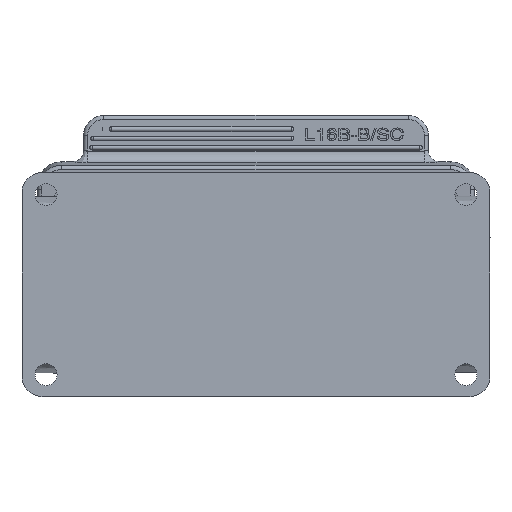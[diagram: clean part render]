
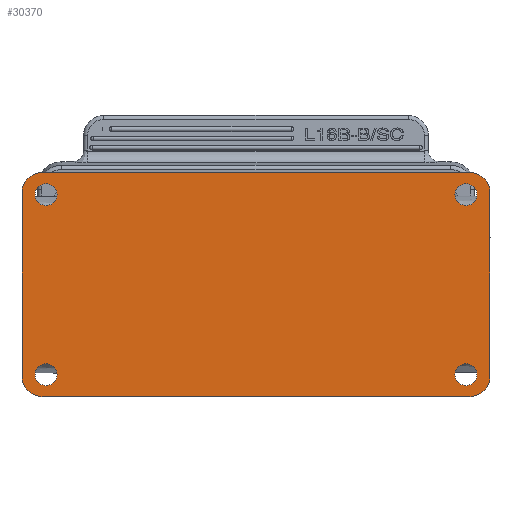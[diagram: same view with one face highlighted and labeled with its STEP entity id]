
A CAD part, front view. The second image highlights one B-rep face of the part: STEP entity #30370.
In plain terms, the highlighted planar face has unit normal (0, -1, 0).
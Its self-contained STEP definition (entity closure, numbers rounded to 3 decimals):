
#7352=DIRECTION('',(0.,0.,-1.));
#7353=VECTOR('',#7352,46.);
#7354=CARTESIAN_POINT('',(118.,0.,-5.));
#7355=LINE('',#7354,#7353);
#7356=CARTESIAN_POINT('',(113.,0.,-51.));
#7357=DIRECTION('',(0.,1.,0.));
#7358=DIRECTION('',(1.,0.,0.));
#7359=AXIS2_PLACEMENT_3D('',#7356,#7357,#7358);
#7361=CARTESIAN_POINT('',(6.,0.,-51.));
#7362=DIRECTION('',(0.,1.,0.));
#7363=DIRECTION('',(0.,0.,-1.));
#7364=AXIS2_PLACEMENT_3D('',#7361,#7362,#7363);
#7366=DIRECTION('',(0.,0.,1.));
#7367=VECTOR('',#7366,46.);
#7368=CARTESIAN_POINT('',(1.,0.,-51.));
#7369=LINE('',#7368,#7367);
#7370=CARTESIAN_POINT('',(6.,0.,-5.));
#7371=DIRECTION('',(0.,1.,0.));
#7372=DIRECTION('',(-1.,0.,0.));
#7373=AXIS2_PLACEMENT_3D('',#7370,#7371,#7372);
#7375=DIRECTION('',(1.,0.,0.));
#7376=VECTOR('',#7375,107.);
#7377=CARTESIAN_POINT('',(6.,0.,0.));
#7378=LINE('',#7377,#7376);
#7379=CARTESIAN_POINT('',(113.,0.,-5.));
#7380=DIRECTION('',(0.,1.,0.));
#7381=DIRECTION('',(0.,0.,1.));
#7382=AXIS2_PLACEMENT_3D('',#7379,#7380,#7381);
#7384=CARTESIAN_POINT('',(7.,0.,-5.5));
#7385=DIRECTION('',(0.,-1.,0.));
#7386=DIRECTION('',(0.,0.,1.));
#7387=AXIS2_PLACEMENT_3D('',#7384,#7385,#7386);
#7389=CARTESIAN_POINT('',(7.,0.,-5.5));
#7390=DIRECTION('',(0.,-1.,0.));
#7391=DIRECTION('',(0.,0.,-1.));
#7392=AXIS2_PLACEMENT_3D('',#7389,#7390,#7391);
#7394=CARTESIAN_POINT('',(7.,0.,-50.5));
#7395=DIRECTION('',(0.,-1.,0.));
#7396=DIRECTION('',(0.,0.,1.));
#7397=AXIS2_PLACEMENT_3D('',#7394,#7395,#7396);
#7399=CARTESIAN_POINT('',(7.,0.,-50.5));
#7400=DIRECTION('',(0.,-1.,0.));
#7401=DIRECTION('',(0.,0.,-1.));
#7402=AXIS2_PLACEMENT_3D('',#7399,#7400,#7401);
#7404=CARTESIAN_POINT('',(112.,0.,-50.5));
#7405=DIRECTION('',(0.,-1.,0.));
#7406=DIRECTION('',(0.,0.,1.));
#7407=AXIS2_PLACEMENT_3D('',#7404,#7405,#7406);
#7409=CARTESIAN_POINT('',(112.,0.,-50.5));
#7410=DIRECTION('',(0.,-1.,0.));
#7411=DIRECTION('',(0.,0.,-1.));
#7412=AXIS2_PLACEMENT_3D('',#7409,#7410,#7411);
#7414=CARTESIAN_POINT('',(112.,0.,-5.5));
#7415=DIRECTION('',(0.,-1.,0.));
#7416=DIRECTION('',(0.,0.,1.));
#7417=AXIS2_PLACEMENT_3D('',#7414,#7415,#7416);
#7419=CARTESIAN_POINT('',(112.,0.,-5.5));
#7420=DIRECTION('',(0.,-1.,0.));
#7421=DIRECTION('',(0.,0.,-1.));
#7422=AXIS2_PLACEMENT_3D('',#7419,#7420,#7421);
#7437=DIRECTION('',(1.,0.,0.));
#7438=VECTOR('',#7437,107.);
#7439=CARTESIAN_POINT('',(6.,0.,-56.));
#7440=LINE('',#7439,#7438);
#12967=CARTESIAN_POINT('',(113.,0.,0.));
#12969=VERTEX_POINT('',#12967);
#12971=CARTESIAN_POINT('',(118.,0.,-5.));
#12973=VERTEX_POINT('',#12971);
#13411=CARTESIAN_POINT('',(112.,0.,-2.75));
#13412=VERTEX_POINT('',#13411);
#13413=CARTESIAN_POINT('',(118.,0.,-51.));
#13414=VERTEX_POINT('',#13413);
#13415=CARTESIAN_POINT('',(113.,0.,-56.));
#13416=VERTEX_POINT('',#13415);
#13417=CARTESIAN_POINT('',(6.,0.,-56.));
#13418=VERTEX_POINT('',#13417);
#13419=CARTESIAN_POINT('',(1.,0.,-51.));
#13420=VERTEX_POINT('',#13419);
#13421=CARTESIAN_POINT('',(1.,0.,-5.));
#13422=VERTEX_POINT('',#13421);
#13423=CARTESIAN_POINT('',(6.,0.,0.));
#13424=VERTEX_POINT('',#13423);
#13425=CARTESIAN_POINT('',(7.,0.,-2.75));
#13426=CARTESIAN_POINT('',(7.,0.,-8.25));
#13427=VERTEX_POINT('',#13425);
#13428=VERTEX_POINT('',#13426);
#13429=CARTESIAN_POINT('',(7.,0.,-47.75));
#13430=CARTESIAN_POINT('',(7.,0.,-53.25));
#13431=VERTEX_POINT('',#13429);
#13432=VERTEX_POINT('',#13430);
#13433=CARTESIAN_POINT('',(112.,0.,-47.75));
#13434=CARTESIAN_POINT('',(112.,0.,-53.25));
#13435=VERTEX_POINT('',#13433);
#13436=VERTEX_POINT('',#13434);
#13437=CARTESIAN_POINT('',(112.,0.,-8.25));
#13438=VERTEX_POINT('',#13437);
#30328=CARTESIAN_POINT('',(59.5,0.,-28.));
#30329=DIRECTION('',(0.,1.,0.));
#30330=DIRECTION('',(0.,0.,1.));
#30331=AXIS2_PLACEMENT_3D('',#30328,#30329,#30330);
#30332=PLANE('',#30331);
#30333=ORIENTED_EDGE('',*,*,#26137,.T.);
#30335=ORIENTED_EDGE('',*,*,#30334,.T.);
#30337=ORIENTED_EDGE('',*,*,#30336,.F.);
#30339=ORIENTED_EDGE('',*,*,#30338,.T.);
#30340=ORIENTED_EDGE('',*,*,#26627,.T.);
#30342=ORIENTED_EDGE('',*,*,#30341,.T.);
#30343=ORIENTED_EDGE('',*,*,#26170,.T.);
#30344=ORIENTED_EDGE('',*,*,#26157,.T.);
#30345=EDGE_LOOP('',(#30333,#30335,#30337,#30339,#30340,#30342,#30343,#30344));
#30346=FACE_OUTER_BOUND('',#30345,.F.);
#30348=ORIENTED_EDGE('',*,*,#30347,.T.);
#30350=ORIENTED_EDGE('',*,*,#30349,.T.);
#30351=EDGE_LOOP('',(#30348,#30350));
#30352=FACE_BOUND('',#30351,.F.);
#30354=ORIENTED_EDGE('',*,*,#30353,.T.);
#30356=ORIENTED_EDGE('',*,*,#30355,.T.);
#30357=EDGE_LOOP('',(#30354,#30356));
#30358=FACE_BOUND('',#30357,.F.);
#30360=ORIENTED_EDGE('',*,*,#30359,.T.);
#30362=ORIENTED_EDGE('',*,*,#30361,.T.);
#30363=EDGE_LOOP('',(#30360,#30362));
#30364=FACE_BOUND('',#30363,.F.);
#30365=ORIENTED_EDGE('',*,*,#30318,.T.);
#30367=ORIENTED_EDGE('',*,*,#30366,.T.);
#30368=EDGE_LOOP('',(#30365,#30367));
#30369=FACE_BOUND('',#30368,.F.);
#7360=CIRCLE('',#7359,5.);
#7365=CIRCLE('',#7364,5.);
#7374=CIRCLE('',#7373,5.);
#7383=CIRCLE('',#7382,5.);
#7388=CIRCLE('',#7387,2.75);
#7393=CIRCLE('',#7392,2.75);
#7398=CIRCLE('',#7397,2.75);
#7403=CIRCLE('',#7402,2.75);
#7408=CIRCLE('',#7407,2.75);
#7413=CIRCLE('',#7412,2.75);
#7418=CIRCLE('',#7417,2.75);
#7423=CIRCLE('',#7422,2.75);
#26137=EDGE_CURVE('',#12973,#13414,#7355,.T.);
#26157=EDGE_CURVE('',#12969,#12973,#7383,.T.);
#26170=EDGE_CURVE('',#13424,#12969,#7378,.T.);
#26627=EDGE_CURVE('',#13420,#13422,#7369,.T.);
#30318=EDGE_CURVE('',#13412,#13438,#7418,.T.);
#30334=EDGE_CURVE('',#13414,#13416,#7360,.T.);
#30336=EDGE_CURVE('',#13418,#13416,#7440,.T.);
#30338=EDGE_CURVE('',#13418,#13420,#7365,.T.);
#30341=EDGE_CURVE('',#13422,#13424,#7374,.T.);
#30347=EDGE_CURVE('',#13427,#13428,#7388,.T.);
#30349=EDGE_CURVE('',#13428,#13427,#7393,.T.);
#30353=EDGE_CURVE('',#13431,#13432,#7398,.T.);
#30355=EDGE_CURVE('',#13432,#13431,#7403,.T.);
#30359=EDGE_CURVE('',#13435,#13436,#7408,.T.);
#30361=EDGE_CURVE('',#13436,#13435,#7413,.T.);
#30366=EDGE_CURVE('',#13438,#13412,#7423,.T.);
#30370=ADVANCED_FACE('',(#30346,#30352,#30358,#30364,#30369),#30332,.F.);
